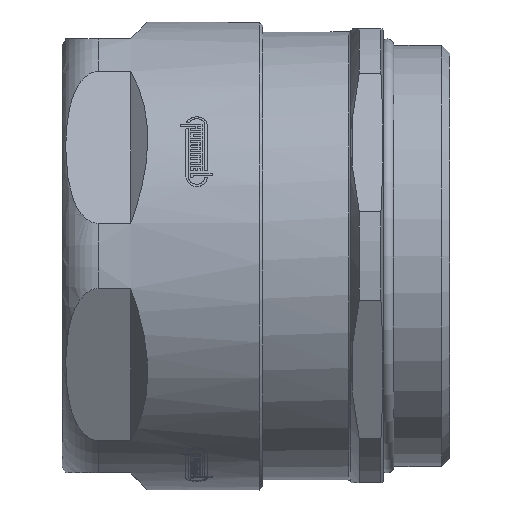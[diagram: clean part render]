
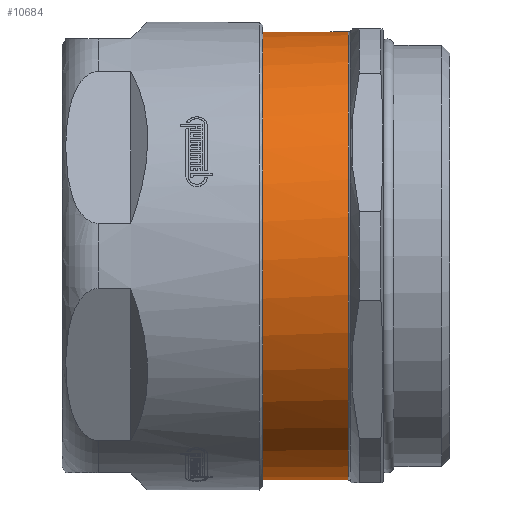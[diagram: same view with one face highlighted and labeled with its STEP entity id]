
A CAD part, left-side view. The second image highlights one B-rep face of the part: STEP entity #10684.
In plain terms, the highlighted cylindrical face has radius 33.5 mm (diameter 67 mm), a full revolution.
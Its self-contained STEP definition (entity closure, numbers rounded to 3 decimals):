
#2635=CYLINDRICAL_SURFACE('',#11444,33.5);
#2715=FACE_BOUND('',#3358,.T.);
#2738=FACE_OUTER_BOUND('',#3357,.T.);
#3357=EDGE_LOOP('',(#7482));
#3358=EDGE_LOOP('',(#7483));
#4097=CIRCLE('',#11445,33.5);
#4098=CIRCLE('',#11446,33.5);
#4808=VERTEX_POINT('',#17087);
#4809=VERTEX_POINT('',#17089);
#5881=EDGE_CURVE('',#4808,#4808,#4097,.T.);
#5882=EDGE_CURVE('',#4809,#4809,#4098,.T.);
#7482=ORIENTED_EDGE('',*,*,#5881,.T.);
#7483=ORIENTED_EDGE('',*,*,#5882,.F.);
#10684=ADVANCED_FACE('',(#2738,#2715),#2635,.T.);
#11444=AXIS2_PLACEMENT_3D('',#17086,#12477,#12478);
#11445=AXIS2_PLACEMENT_3D('',#17088,#12479,#12480);
#11446=AXIS2_PLACEMENT_3D('',#17090,#12481,#12482);
#12477=DIRECTION('center_axis',(0.,-1.,0.));
#12478=DIRECTION('ref_axis',(0.,0.,-1.));
#12479=DIRECTION('center_axis',(0.,-1.,0.));
#12480=DIRECTION('ref_axis',(1.,0.,0.));
#12481=DIRECTION('center_axis',(0.,-1.,0.));
#12482=DIRECTION('ref_axis',(0.,0.,-1.));
#17086=CARTESIAN_POINT('Origin',(0.,0.,0.));
#17087=CARTESIAN_POINT('',(8.265,28.,-32.464));
#17088=CARTESIAN_POINT('Origin',(0.,28.,0.));
#17089=CARTESIAN_POINT('',(0.,15.231,-33.5));
#17090=CARTESIAN_POINT('Origin',(0.,15.231,0.));
